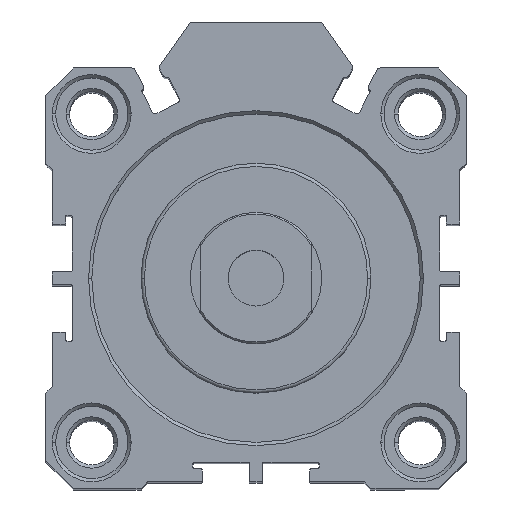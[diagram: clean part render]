
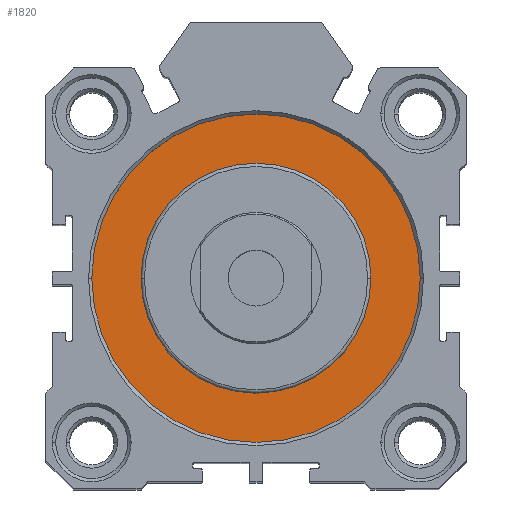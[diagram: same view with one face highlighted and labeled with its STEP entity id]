
A CAD part, top view. The second image highlights one B-rep face of the part: STEP entity #1820.
In plain terms, the highlighted planar face has unit normal (0, 0, 1).
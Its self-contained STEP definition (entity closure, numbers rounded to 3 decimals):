
#281 = EDGE_CURVE ( 'NONE', #6789, #2844, #4903, .T. ) ;
#355 = CARTESIAN_POINT ( 'NONE',  ( -17.5, 0., 66.25 ) ) ;
#390 = DIRECTION ( 'NONE',  ( 1., 0., 0. ) ) ;
#399 = DIRECTION ( 'NONE',  ( 1., 0., 0. ) ) ;
#491 = PLANE ( 'NONE',  #4700 ) ;
#752 = AXIS2_PLACEMENT_3D ( 'NONE', #6635, #2949, #7254 ) ;
#919 = DIRECTION ( 'NONE',  ( 0., 0., 1. ) ) ;
#1140 = EDGE_CURVE ( 'NONE', #3255, #4913, #1957, .T. ) ;
#1228 = EDGE_CURVE ( 'NONE', #2844, #6789, #4694, .T. ) ;
#1376 = CARTESIAN_POINT ( 'NONE',  ( -25., 0., 66.25 ) ) ;
#1782 = ORIENTED_EDGE ( 'NONE', *, *, #281, .F. ) ;
#1790 = ORIENTED_EDGE ( 'NONE', *, *, #1228, .F. ) ;
#1820 = ADVANCED_FACE ( 'NONE', ( #7695, #2789 ), #491, .T. ) ;
#1957 = CIRCLE ( 'NONE', #5883, 25. ) ;
#2371 = CARTESIAN_POINT ( 'NONE',  ( 0., 0., 66.25 ) ) ;
#2641 = AXIS2_PLACEMENT_3D ( 'NONE', #7802, #4112, #390 ) ;
#2789 = FACE_OUTER_BOUND ( 'NONE', #4514, .T. ) ;
#2844 = VERTEX_POINT ( 'NONE', #6850 ) ;
#2949 = DIRECTION ( 'NONE',  ( 0., 0., 1. ) ) ;
#3255 = VERTEX_POINT ( 'NONE', #1376 ) ;
#3397 = EDGE_CURVE ( 'NONE', #4913, #3255, #7774, .T. ) ;
#3773 = AXIS2_PLACEMENT_3D ( 'NONE', #4642, #919, #5241 ) ;
#4112 = DIRECTION ( 'NONE',  ( 0., 0., 1. ) ) ;
#4121 = DIRECTION ( 'NONE',  ( 0., 0., 1. ) ) ;
#4235 = DIRECTION ( 'NONE',  ( 1., 0., 0. ) ) ;
#4514 = EDGE_LOOP ( 'NONE', ( #5674, #4521 ) ) ;
#4521 = ORIENTED_EDGE ( 'NONE', *, *, #1140, .T. ) ;
#4642 = CARTESIAN_POINT ( 'NONE',  ( 0., 0., 66.25 ) ) ;
#4694 = CIRCLE ( 'NONE', #752, 17.5 ) ;
#4700 = AXIS2_PLACEMENT_3D ( 'NONE', #2371, #7938, #4235 ) ;
#4903 = CIRCLE ( 'NONE', #2641, 17.5 ) ;
#4913 = VERTEX_POINT ( 'NONE', #6195 ) ;
#5241 = DIRECTION ( 'NONE',  ( 1., 0., 0. ) ) ;
#5458 = EDGE_LOOP ( 'NONE', ( #1782, #1790 ) ) ;
#5674 = ORIENTED_EDGE ( 'NONE', *, *, #3397, .T. ) ;
#5883 = AXIS2_PLACEMENT_3D ( 'NONE', #7809, #4121, #399 ) ;
#6195 = CARTESIAN_POINT ( 'NONE',  ( 25., 0., 66.25 ) ) ;
#6635 = CARTESIAN_POINT ( 'NONE',  ( 0., 0., 66.25 ) ) ;
#6789 = VERTEX_POINT ( 'NONE', #355 ) ;
#6850 = CARTESIAN_POINT ( 'NONE',  ( 17.5, 0., 66.25 ) ) ;
#7254 = DIRECTION ( 'NONE',  ( 1., 0., 0. ) ) ;
#7695 = FACE_BOUND ( 'NONE', #5458, .T. ) ;
#7774 = CIRCLE ( 'NONE', #3773, 25. ) ;
#7802 = CARTESIAN_POINT ( 'NONE',  ( 0., 0., 66.25 ) ) ;
#7809 = CARTESIAN_POINT ( 'NONE',  ( 0., 0., 66.25 ) ) ;
#7938 = DIRECTION ( 'NONE',  ( 0., 0., 1. ) ) ;
